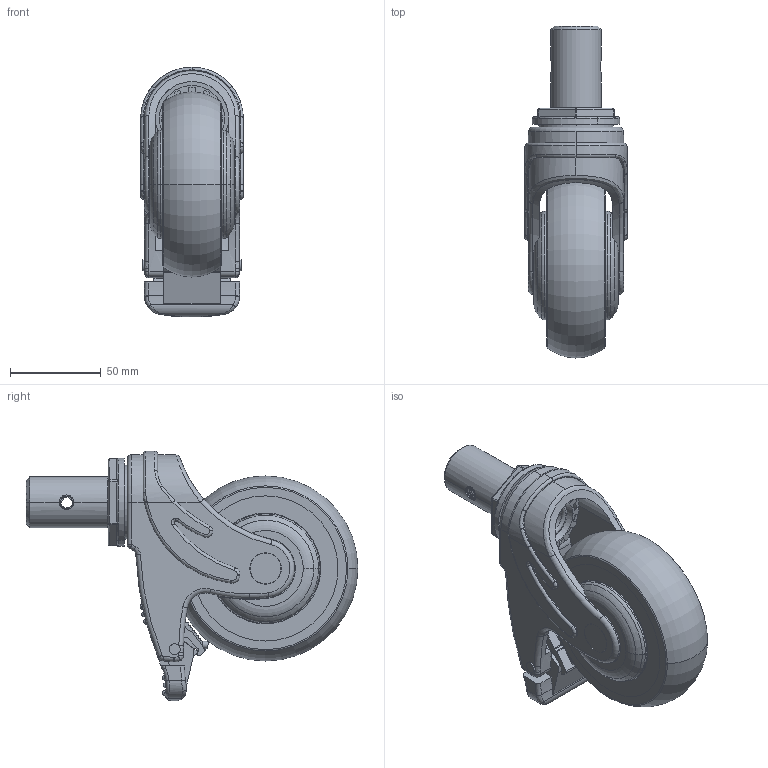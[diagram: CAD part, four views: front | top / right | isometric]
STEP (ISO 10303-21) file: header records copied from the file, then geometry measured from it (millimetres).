
FILE_DESCRIPTION (( 'STEP AP203' ), '1' );
FILE_NAME ('09. ACMC-102SRSB.STEP', '2020-02-19T02:56:10', ( '' ), ( '' ), 'SwSTEP 2.0', 'SolidWorks 2019', '' );
FILE_SCHEMA (( 'CONFIG_CONTROL_DESIGN' ));
Length unit declared in the file: millimetre
Products named in the file (6): ACMC-102 SRS TOP PLATE; 09. ACMC-102SRSB; ACMC-102 BRAKE FRAME; ACMC-102 WHEEL; ACMC-102 BRAKE; ACMC-102 TOP PLATE COVER
Assembly tree (5 placements, depth 2):
  09. ACMC-102SRSB
    ACMC-102 BRAKE FRAME
    ACMC-102 WHEEL
    ACMC-102 BRAKE
    ACMC-102 TOP PLATE COVER
    ACMC-102 SRS TOP PLATE
Bounding box: 56.4 x 182.9 x 137.7 mm (x, y, z)
Volume: 450756.6 mm3; surface area: 89031.7 mm2
Topology: 6 solids, 6 shells, 672 faces, 1746 edges, 1107 vertices
Faces by surface type: cylinder 277, plane 216, torus 124, bspline 33, cone 16, sphere 6
Entity records: 26869 total; most frequent: CARTESIAN_POINT 9962, DIRECTION 3501, ORIENTED_EDGE 3480, EDGE_CURVE 1740, AXIS2_PLACEMENT_3D 1419, VERTEX_POINT 1107, CIRCLE 772, EDGE_LOOP 701
